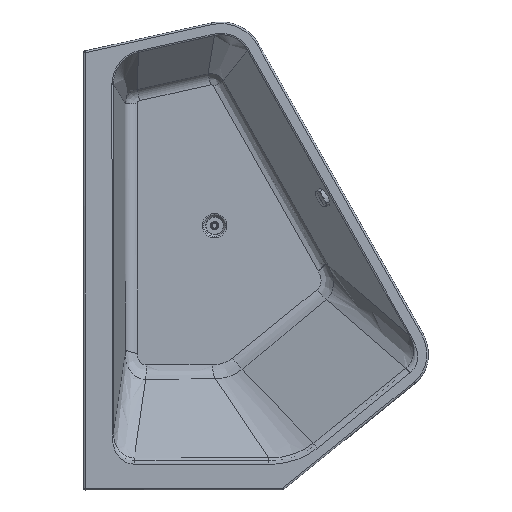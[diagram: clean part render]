
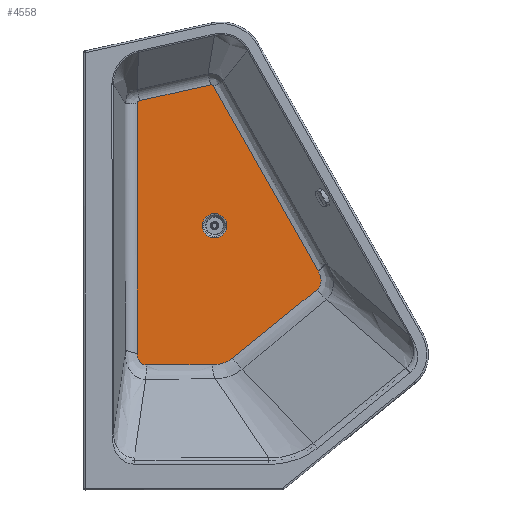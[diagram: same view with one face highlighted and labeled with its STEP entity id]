
A CAD part, top view. The second image highlights one B-rep face of the part: STEP entity #4558.
In plain terms, the highlighted planar face has unit normal (0, 0, 1).
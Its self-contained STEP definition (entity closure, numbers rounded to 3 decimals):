
#1019=CARTESIAN_POINT('',(657.722,-1106.019,145.));
#1020=VERTEX_POINT('',#1019);
#1030=CARTESIAN_POINT('',(370.039,-1169.796,145.0));
#1031=VERTEX_POINT('',#1030);
#1032=CARTESIAN_POINT('',(370.039,-1169.796,145.0));
#1033=DIRECTION('',(0.976,0.216,0.0));
#1034=VECTOR('',#1033,294.667);
#1035=LINE('',#1032,#1034);
#1036=EDGE_CURVE('',#1031,#1020,#1035,.T.);
#1167=CARTESIAN_POINT('',(667.729,-1093.385,145.));
#1168=VERTEX_POINT('',#1167);
#1176=CARTESIAN_POINT('',(657.722,-1106.019,145.0));
#1177=CARTESIAN_POINT('',(658.836,-1105.772,145.0));
#1178=CARTESIAN_POINT('',(659.966,-1105.375,145.0));
#1179=CARTESIAN_POINT('',(661.083,-1104.819,145.0));
#1180=CARTESIAN_POINT('',(663.136,-1103.446,145.0));
#1181=CARTESIAN_POINT('',(664.851,-1101.592,145.0));
#1182=CARTESIAN_POINT('',(665.573,-1100.606,145.0));
#1183=CARTESIAN_POINT('',(666.74,-1098.565,145.0));
#1184=CARTESIAN_POINT('',(667.418,-1096.422,145.0));
#1185=CARTESIAN_POINT('',(667.629,-1095.379,145.0));
#1186=CARTESIAN_POINT('',(667.729,-1094.362,145.0));
#1187=CARTESIAN_POINT('',(667.729,-1093.385,145.0));
#1188=B_SPLINE_CURVE_WITH_KNOTS('',5,(#1176,#1177,#1178,#1179,#1180,#1181,#1182,#1183,#1184,#1185,#1186,#1187),.UNSPECIFIED.,.F.,.U.,(6,3,3,6),(-117.981,-83.293,-50.889,-19.986),.UNSPECIFIED.);
#1189=EDGE_CURVE('',#1020,#1168,#1188,.T.);
#1223=CARTESIAN_POINT('',(667.729,-81.293,145.));
#1224=VERTEX_POINT('',#1223);
#1264=CARTESIAN_POINT('',(667.729,-1093.385,145.0));
#1265=DIRECTION('',(0.,1.0,0.0));
#1266=VECTOR('',#1265,1012.093);
#1267=LINE('',#1264,#1266);
#1268=EDGE_CURVE('',#1168,#1224,#1267,.T.);
#1540=CARTESIAN_POINT('',(630.585,-33.167,145.));
#1541=VERTEX_POINT('',#1540);
#1548=CARTESIAN_POINT('',(627.428,-85.383,145.0));
#1549=DIRECTION('',(0.0,0.0,-1.0));
#1550=DIRECTION('',(0.145,0.989,0.0));
#1551=AXIS2_PLACEMENT_3D('',#1548,#1549,#1550);
#1552=ELLIPSE('',#1551,52.447,40.);
#1553=EDGE_CURVE('',#1541,#1224,#1552,.T.);
#1595=CARTESIAN_POINT('',(362.951,-33.167,145.));
#1596=VERTEX_POINT('',#1595);
#1604=CARTESIAN_POINT('',(630.585,-33.167,145.));
#1605=DIRECTION('',(-1.0,0.,0.0));
#1606=VECTOR('',#1605,267.634);
#1607=LINE('',#1604,#1606);
#1608=EDGE_CURVE('',#1541,#1596,#1607,.T.);
#1650=CARTESIAN_POINT('',(281.526,-60.659,145.));
#1651=VERTEX_POINT('',#1650);
#1652=CARTESIAN_POINT('',(362.951,-33.167,145.));
#1653=CARTESIAN_POINT('',(348.348,-33.167,145.));
#1654=CARTESIAN_POINT('',(333.718,-35.339,145.));
#1655=CARTESIAN_POINT('',(319.844,-39.909,145.));
#1656=CARTESIAN_POINT('',(305.971,-44.478,145.));
#1657=CARTESIAN_POINT('',(292.876,-51.468,145.));
#1658=CARTESIAN_POINT('',(281.526,-60.659,145.));
#1659=B_SPLINE_CURVE_WITH_KNOTS('',3,(#1652,#1653,#1654,#1655,#1656,#1657,#1658),.UNSPECIFIED.,.F.,.U.,(4,3,4),(0.0,53.156,106.309),.UNSPECIFIED.);
#1660=EDGE_CURVE('',#1596,#1651,#1659,.T.);
#1708=CARTESIAN_POINT('',(-62.487,-339.235,145.));
#1709=VERTEX_POINT('',#1708);
#1710=CARTESIAN_POINT('',(281.526,-60.659,145.));
#1711=DIRECTION('',(-0.777,-0.629,0.0));
#1712=VECTOR('',#1711,442.661);
#1713=LINE('',#1710,#1712);
#1714=EDGE_CURVE('',#1651,#1709,#1713,.T.);
#4310=CARTESIAN_POINT('',(-66.56,-415.51,145.));
#4311=VERTEX_POINT('',#4310);
#4344=CARTESIAN_POINT('',(358.039,-1164.46,145.));
#4345=VERTEX_POINT('',#4344);
#4353=CARTESIAN_POINT('',(-66.56,-415.51,145.0));
#4354=DIRECTION('',(0.493,-0.87,0.0));
#4355=VECTOR('',#4354,860.936);
#4356=LINE('',#4353,#4355);
#4357=EDGE_CURVE('',#4311,#4345,#4356,.T.);
#4370=CARTESIAN_POINT('',(304.041,-598.167,145.));
#4371=VERTEX_POINT('',#4370);
#4372=CARTESIAN_POINT('',(353.729,-598.167,145.0));
#4373=DIRECTION('',(0.0,0.0,-1.0));
#4374=DIRECTION('',(-1.0,0.,0.0));
#4375=AXIS2_PLACEMENT_3D('',#4372,#4373,#4374);
#4376=CIRCLE('',#4375,49.688);
#4377=EDGE_CURVE('',#4371,#4371,#4376,.T.);
#4465=CARTESIAN_POINT('',(358.039,-1164.46,145.0));
#4466=CARTESIAN_POINT('',(358.647,-1165.532,145.0));
#4467=CARTESIAN_POINT('',(359.438,-1166.562,145.0));
#4468=CARTESIAN_POINT('',(360.414,-1167.502,145.0));
#4469=CARTESIAN_POINT('',(362.819,-1169.177,145.0));
#4470=CARTESIAN_POINT('',(365.656,-1170.022,145.0));
#4471=CARTESIAN_POINT('',(367.201,-1170.19,145.0));
#4472=CARTESIAN_POINT('',(368.678,-1170.098,145.0));
#4473=CARTESIAN_POINT('',(370.039,-1169.796,145.0));
#4474=B_SPLINE_CURVE_WITH_KNOTS('',5,(#4465,#4466,#4467,#4468,#4469,#4470,#4471,#4472,#4473),.UNSPECIFIED.,.F.,.U.,(6,3,6),(-115.609,-70.498,-19.481),.UNSPECIFIED.);
#4475=EDGE_CURVE('',#4345,#1031,#4474,.T.);
#4524=CARTESIAN_POINT('',(0.34,0.0,145.0));
#4525=DIRECTION('',(0.0,0.0,1.0));
#4526=DIRECTION('',(1.0,0.0,0.0));
#4527=AXIS2_PLACEMENT_3D('',#4524,#4525,#4526);
#4528=PLANE('',#4527);
#4529=ORIENTED_EDGE('',*,*,#1608,.T.);
#4530=ORIENTED_EDGE('',*,*,#1660,.T.);
#4531=ORIENTED_EDGE('',*,*,#1714,.T.);
#4532=CARTESIAN_POINT('',(-62.487,-339.235,145.));
#4533=CARTESIAN_POINT('',(-66.183,-342.228,145.));
#4534=CARTESIAN_POINT('',(-69.453,-345.75,145.));
#4535=CARTESIAN_POINT('',(-72.167,-349.746,145.));
#4536=CARTESIAN_POINT('',(-76.685,-359.087,145.));
#4537=CARTESIAN_POINT('',(-78.472,-369.337,145.));
#4538=CARTESIAN_POINT('',(-78.695,-374.901,145.));
#4539=CARTESIAN_POINT('',(-77.885,-386.818,145.));
#4540=CARTESIAN_POINT('',(-74.667,-398.341,145.));
#4541=CARTESIAN_POINT('',(-72.384,-404.31,145.));
#4542=CARTESIAN_POINT('',(-69.671,-410.023,145.));
#4543=CARTESIAN_POINT('',(-66.56,-415.51,145.));
#4544=B_SPLINE_CURVE_WITH_KNOTS('',5,(#4532,#4533,#4534,#4535,#4536,#4537,#4538,#4539,#4540,#4541,#4542,#4543),.UNSPECIFIED.,.F.,.U.,(6,3,3,6),(0.,37.109,79.783,129.42),.UNSPECIFIED.);
#4545=EDGE_CURVE('',#1709,#4311,#4544,.T.);
#4546=ORIENTED_EDGE('',*,*,#4545,.T.);
#4547=ORIENTED_EDGE('',*,*,#4357,.T.);
#4548=ORIENTED_EDGE('',*,*,#4475,.T.);
#4549=ORIENTED_EDGE('',*,*,#1036,.T.);
#4550=ORIENTED_EDGE('',*,*,#1189,.T.);
#4551=ORIENTED_EDGE('',*,*,#1268,.T.);
#4552=ORIENTED_EDGE('',*,*,#1553,.F.);
#4553=EDGE_LOOP('',(#4529,#4530,#4531,#4546,#4547,#4548,#4549,#4550,#4551,#4552));
#4554=FACE_OUTER_BOUND('',#4553,.T.);
#4555=ORIENTED_EDGE('',*,*,#4377,.T.);
#4556=EDGE_LOOP('',(#4555));
#4557=FACE_BOUND('',#4556,.T.);
#4558=ADVANCED_FACE('',(#4554,#4557),#4528,.T.);
